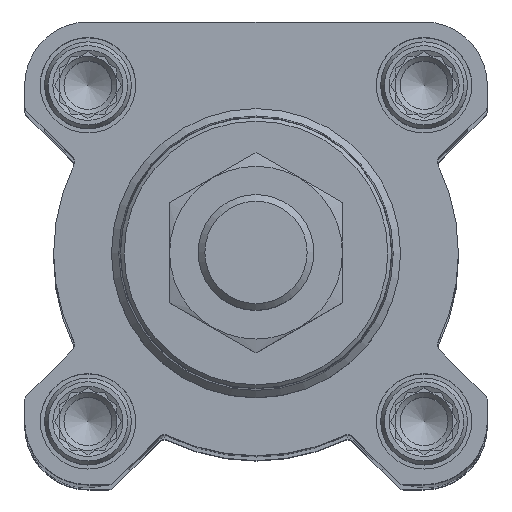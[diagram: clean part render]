
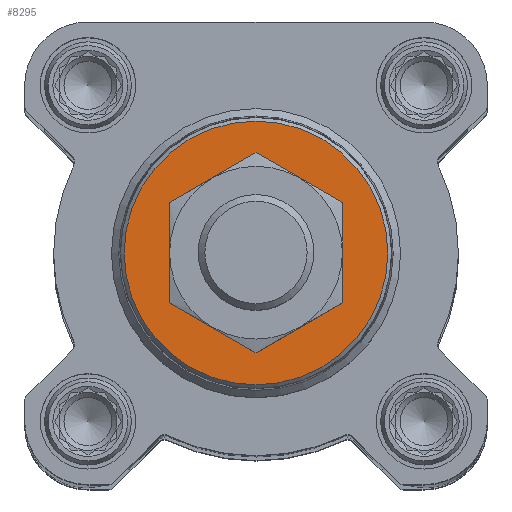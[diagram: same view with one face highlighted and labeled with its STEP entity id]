
A CAD part, top view. The second image highlights one B-rep face of the part: STEP entity #8295.
In plain terms, the highlighted planar face has unit normal (0, 0, 1).
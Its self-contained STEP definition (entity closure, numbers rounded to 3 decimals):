
#1546=PLANE('',#9028);
#1987=CIRCLE('',#9029,18.242);
#1988=CIRCLE('',#9030,10.);
#3250=ORIENTED_EDGE('',*,*,#5179,.F.);
#3251=ORIENTED_EDGE('',*,*,#5180,.T.);
#5179=EDGE_CURVE('',#6222,#6222,#1987,.T.);
#5180=EDGE_CURVE('',#6223,#6223,#1988,.T.);
#6222=VERTEX_POINT('',#13723);
#6223=VERTEX_POINT('',#13725);
#6942=EDGE_LOOP('',(#3250));
#6943=EDGE_LOOP('',(#3251));
#7559=FACE_BOUND('',#6942,.T.);
#7560=FACE_BOUND('',#6943,.T.);
#8295=ADVANCED_FACE('',(#7559,#7560),#1546,.F.);
#9028=AXIS2_PLACEMENT_3D('',#13721,#10495,#10496);
#9029=AXIS2_PLACEMENT_3D('',#13722,#10497,#10498);
#9030=AXIS2_PLACEMENT_3D('',#13724,#10499,#10500);
#10495=DIRECTION('',(0.,0.,-1.));
#10496=DIRECTION('',(-1.,0.,0.));
#10497=DIRECTION('',(0.,0.,-1.));
#10498=DIRECTION('',(-1.,0.,0.));
#10499=DIRECTION('',(0.,0.,-1.));
#10500=DIRECTION('',(-1.,0.,0.));
#13721=CARTESIAN_POINT('',(0.,0.,26.8));
#13722=CARTESIAN_POINT('',(0.,0.,26.8));
#13723=CARTESIAN_POINT('',(-18.242,0.,26.8));
#13724=CARTESIAN_POINT('',(0.,0.,26.8));
#13725=CARTESIAN_POINT('',(-10.,0.,26.8));
